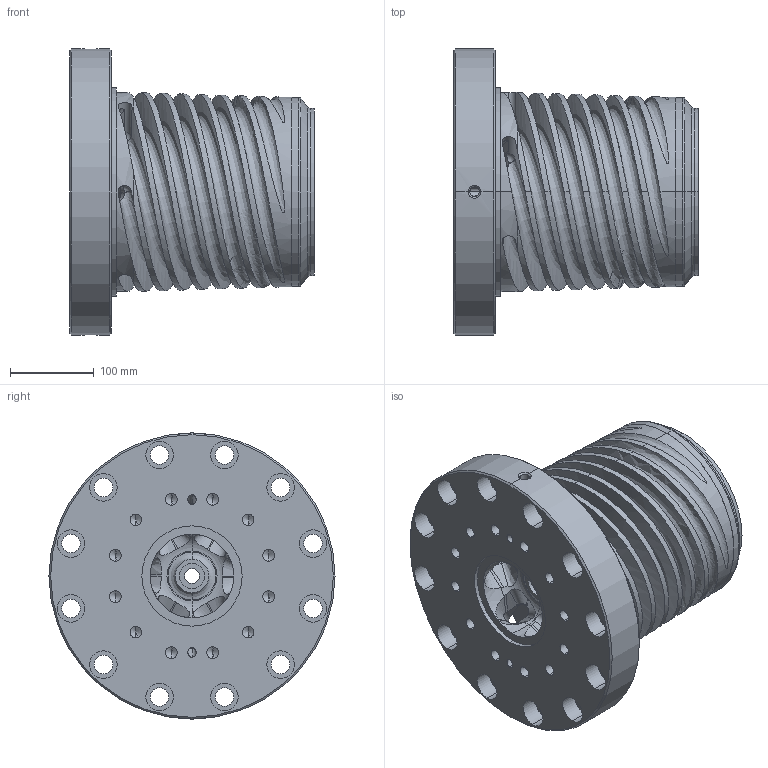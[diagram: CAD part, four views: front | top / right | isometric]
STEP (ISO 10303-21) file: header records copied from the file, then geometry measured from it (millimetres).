
FILE_DESCRIPTION (( 'STEP AP214' ), '1' );
FILE_NAME ('SPIRAL 16-50-6 R1 231023.STEP', '2023-10-23T14:02:45', ( '' ), ( '' ), 'SwSTEP 2.0', 'SolidWorks 2016', '' );
FILE_SCHEMA (( 'AUTOMOTIVE_DESIGN' ));
Length unit declared in the file: millimetre
Products named in the file (1): SPIRAL 16-50-6 R1 231023
Bounding box: 293 x 342.5 x 342.5 mm (x, y, z)
Volume: 9844724 mm3; surface area: 810747.1 mm2
Topology: 1 solids, 1 shells, 369 faces, 975 edges, 584 vertices
Faces by surface type: cylinder 156, cone 76, bspline 70, plane 47, torus 10, sphere 10
Entity records: 32271 total; most frequent: CARTESIAN_POINT 23324, ORIENTED_EDGE 1842, DIRECTION 1478, EDGE_CURVE 921, AXIS2_PLACEMENT_3D 606, VERTEX_POINT 579, EDGE_LOOP 440, FACE_OUTER_BOUND 369
